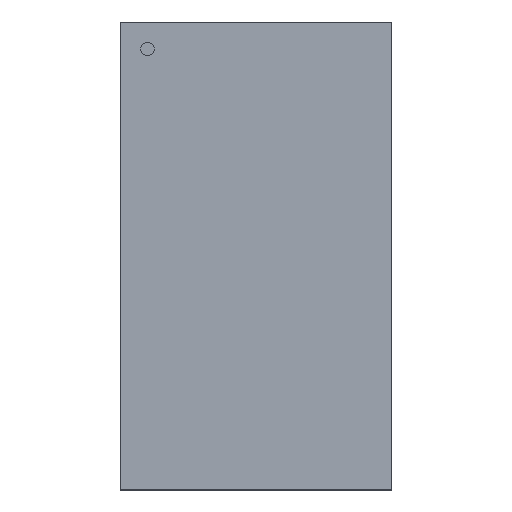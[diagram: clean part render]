
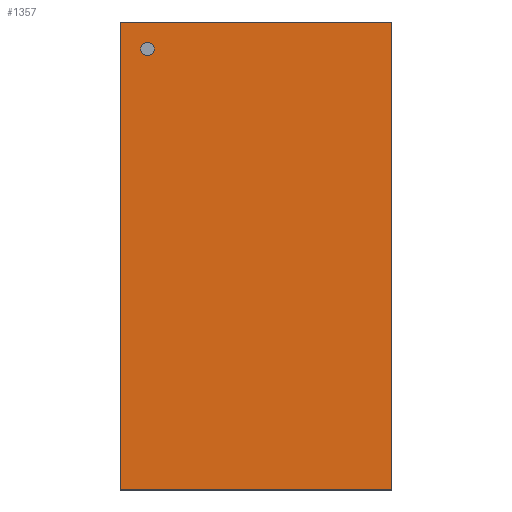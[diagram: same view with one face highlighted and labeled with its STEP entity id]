
A CAD part, top view. The second image highlights one B-rep face of the part: STEP entity #1357.
In plain terms, the highlighted planar face has unit normal (0, 0, 1).
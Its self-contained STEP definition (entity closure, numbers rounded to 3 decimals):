
#1133=CARTESIAN_POINT('',(3.797,-6.553,1.194));
#1132=VERTEX_POINT('',#1133);
#1143=CARTESIAN_POINT('',(-3.797,-6.553,1.194));
#1142=VERTEX_POINT('',#1143);
#1141=EDGE_CURVE('',#1142,#1132,#1146,.T.);
#1146=LINE('',#1143,#1148);
#1148=VECTOR('',#1149,7.595);
#1149=DIRECTION('',(1.0,0.0,0.0));
#1182=CARTESIAN_POINT('',(3.797,6.553,1.194));
#1181=VERTEX_POINT('',#1182);
#1190=EDGE_CURVE('',#1132,#1181,#1195,.T.);
#1195=LINE('',#1133,#1197);
#1197=VECTOR('',#1198,13.106);
#1198=DIRECTION('',(0.0,1.0,0.0));
#1231=CARTESIAN_POINT('',(-3.797,6.553,1.194));
#1230=VERTEX_POINT('',#1231);
#1239=EDGE_CURVE('',#1181,#1230,#1244,.T.);
#1244=LINE('',#1182,#1246);
#1246=VECTOR('',#1247,7.595);
#1247=DIRECTION('',(-1.0,0.0,0.0));
#1288=EDGE_CURVE('',#1230,#1142,#1293,.T.);
#1293=LINE('',#1231,#1295);
#1295=VECTOR('',#1296,13.106);
#1296=DIRECTION('',(0.0,-1.0,0.0));
#1357=ADVANCED_FACE('',(#1363),#1358,.T.);
#1358=PLANE('',#1359);
#1359=AXIS2_PLACEMENT_3D('',#1360,#1361,#1362);
#1360=CARTESIAN_POINT('',(-3.797,-6.553,1.194));
#1361=DIRECTION('',(0.0,0.0,1.0));
#1362=DIRECTION('',(0.,1.,0.));
#1363=FACE_OUTER_BOUND('',#1364,.T.);
#1364=EDGE_LOOP('',(#1365,#1375,#1385,#1395));
#1365=ORIENTED_EDGE('',*,*,#1141,.T.);
#1375=ORIENTED_EDGE('',*,*,#1190,.T.);
#1385=ORIENTED_EDGE('',*,*,#1239,.T.);
#1395=ORIENTED_EDGE('',*,*,#1288,.T.);
